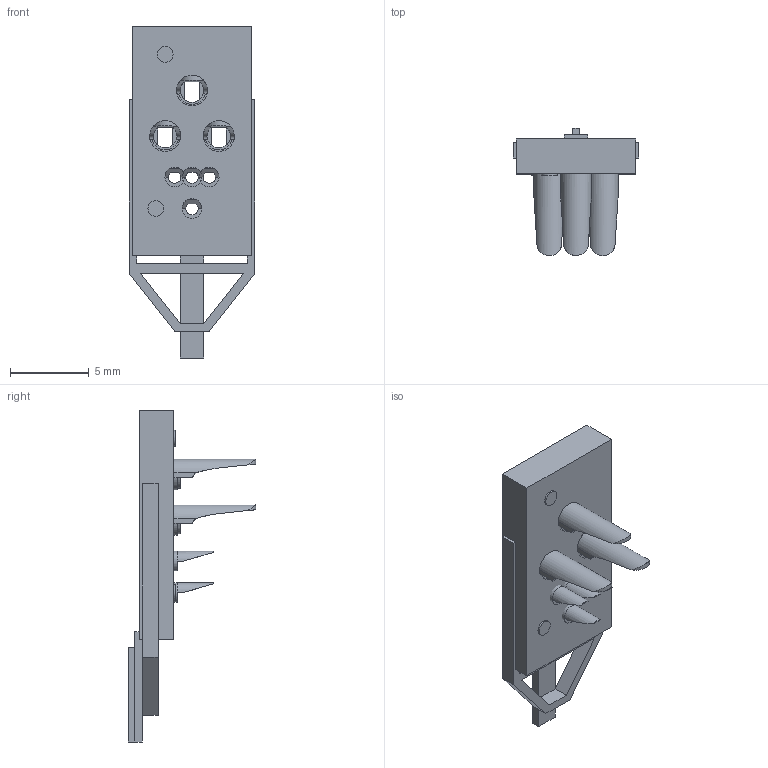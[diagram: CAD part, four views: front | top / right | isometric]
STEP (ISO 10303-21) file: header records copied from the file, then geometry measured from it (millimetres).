
FILE_DESCRIPTION(('FreeCAD Model'),'2;1');
FILE_NAME('Open CASCADE Shape Model','2024-01-26T13:52:47',('FreeCAD'),( 'FreeCAD'),'Open CASCADE STEP processor 7.5','FreeCAD','Unknown');
FILE_SCHEMA(('AUTOMOTIVE_DESIGN { 1 0 10303 214 1 1 1 1 }'));
Length unit declared in the file: millimetre
Products named in the file (1): Open CASCADE STEP translator 7.5 1
Bounding box: 8 x 8.1 x 21.1 mm (x, y, z)
Volume: 160.9 mm3; surface area: 639.3 mm2
Topology: 10 solids, 10 shells, 230 faces, 592 edges, 371 vertices
Faces by surface type: plane 189, cylinder 38, extrusion 3
Full cylindrical faces by diameter (mm): 1 x8, 1.25 x4, 1.5 x3, 1.95 x3
Entity records: 17561 total; most frequent: CARTESIAN_POINT 5814, DIRECTION 2154, VECTOR 1404, LINE 1401, ORIENTED_EDGE 1184, PCURVE 1184, DEFINITIONAL_REPRESENTATION 1184, EDGE_CURVE 592
